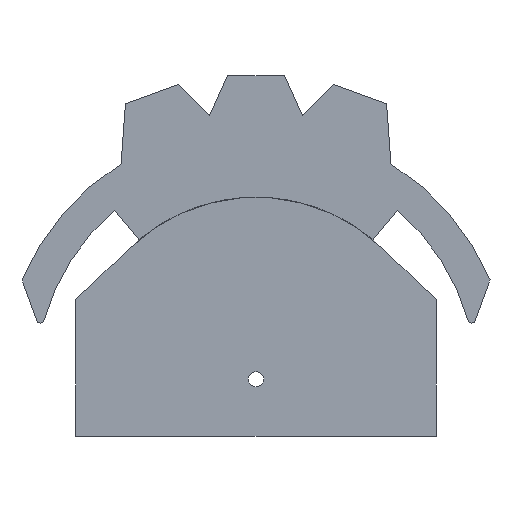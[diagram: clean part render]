
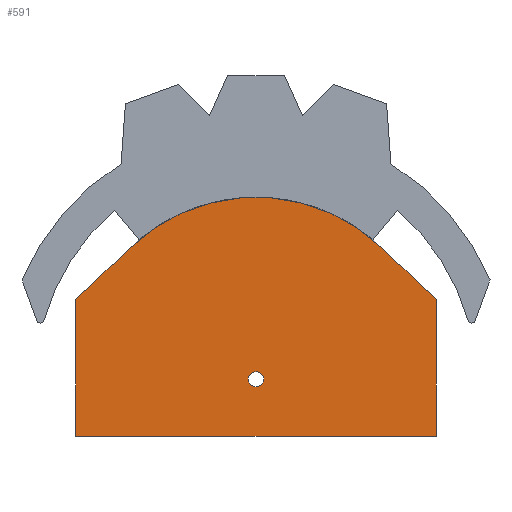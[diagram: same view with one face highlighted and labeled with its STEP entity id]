
A CAD part, front view. The second image highlights one B-rep face of the part: STEP entity #591.
In plain terms, the highlighted planar face has unit normal (0, -1, 0).
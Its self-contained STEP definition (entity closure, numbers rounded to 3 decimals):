
#17=FACE_BOUND('',#108,.T.);
#30=CIRCLE('',#641,4.8);
#32=CIRCLE('',#644,0.2);
#33=CIRCLE('',#645,0.2);
#75=FACE_OUTER_BOUND('',#107,.T.);
#107=EDGE_LOOP('',(#532,#533,#534,#535,#536,#537));
#108=EDGE_LOOP('',(#538,#539));
#163=LINE('',#981,#226);
#166=LINE('',#986,#229);
#168=LINE('',#989,#231);
#169=LINE('',#992,#232);
#171=LINE('',#995,#234);
#226=VECTOR('',#808,10.);
#229=VECTOR('',#813,10.);
#231=VECTOR('',#817,10.);
#232=VECTOR('',#820,10.);
#234=VECTOR('',#824,10.);
#274=VERTEX_POINT('',#938);
#277=VERTEX_POINT('',#943);
#278=VERTEX_POINT('',#948);
#279=VERTEX_POINT('',#949);
#287=VERTEX_POINT('',#979);
#288=VERTEX_POINT('',#980);
#289=VERTEX_POINT('',#985);
#290=VERTEX_POINT('',#991);
#348=EDGE_CURVE('',#277,#274,#30,.T.);
#350=EDGE_CURVE('',#278,#279,#32,.T.);
#351=EDGE_CURVE('',#279,#278,#33,.T.);
#365=EDGE_CURVE('',#287,#288,#163,.T.);
#368=EDGE_CURVE('',#289,#287,#166,.T.);
#370=EDGE_CURVE('',#274,#289,#168,.T.);
#371=EDGE_CURVE('',#290,#277,#169,.T.);
#373=EDGE_CURVE('',#288,#290,#171,.T.);
#532=ORIENTED_EDGE('',*,*,#373,.F.);
#533=ORIENTED_EDGE('',*,*,#365,.F.);
#534=ORIENTED_EDGE('',*,*,#368,.F.);
#535=ORIENTED_EDGE('',*,*,#370,.F.);
#536=ORIENTED_EDGE('',*,*,#348,.F.);
#537=ORIENTED_EDGE('',*,*,#371,.F.);
#538=ORIENTED_EDGE('',*,*,#350,.T.);
#539=ORIENTED_EDGE('',*,*,#351,.T.);
#561=PLANE('',#661);
#591=ADVANCED_FACE('',(#75,#17),#561,.F.);
#641=AXIS2_PLACEMENT_3D('',#945,#767,#768);
#644=AXIS2_PLACEMENT_3D('',#950,#773,#774);
#645=AXIS2_PLACEMENT_3D('',#951,#775,#776);
#661=AXIS2_PLACEMENT_3D('',#996,#825,#826);
#767=DIRECTION('center_axis',(0.,1.,0.));
#768=DIRECTION('ref_axis',(-0.691,0.,0.723));
#773=DIRECTION('center_axis',(0.,1.,0.));
#774=DIRECTION('ref_axis',(-1.,0.,0.));
#775=DIRECTION('center_axis',(0.,1.,0.));
#776=DIRECTION('ref_axis',(-1.,0.,0.));
#808=DIRECTION('',(-1.,0.,0.));
#813=DIRECTION('',(0.,0.,-1.));
#817=DIRECTION('',(0.723,0.,-0.691));
#820=DIRECTION('',(0.723,0.,0.691));
#824=DIRECTION('',(0.,0.,1.));
#825=DIRECTION('center_axis',(0.,1.,0.));
#826=DIRECTION('ref_axis',(0.,0.,1.));
#938=CARTESIAN_POINT('',(3.316,0.,4.97));
#943=CARTESIAN_POINT('',(-3.316,0.,4.97));
#945=CARTESIAN_POINT('Origin',(0.,0.,1.5));
#948=CARTESIAN_POINT('',(-0.2,0.,1.5));
#949=CARTESIAN_POINT('',(0.2,0.,1.5));
#950=CARTESIAN_POINT('Origin',(0.,0.,1.5));
#951=CARTESIAN_POINT('Origin',(0.,0.,1.5));
#979=CARTESIAN_POINT('',(4.75,0.,0.));
#980=CARTESIAN_POINT('',(-4.75,0.,0.));
#981=CARTESIAN_POINT('',(4.75,0.,0.));
#985=CARTESIAN_POINT('',(4.75,0.,3.6));
#986=CARTESIAN_POINT('',(4.75,0.,3.6));
#989=CARTESIAN_POINT('',(3.316,0.,4.97));
#991=CARTESIAN_POINT('',(-4.75,0.,3.6));
#992=CARTESIAN_POINT('',(-4.75,0.,3.6));
#995=CARTESIAN_POINT('',(-4.75,0.,0.));
#996=CARTESIAN_POINT('Origin',(0.,0.,3.15));
